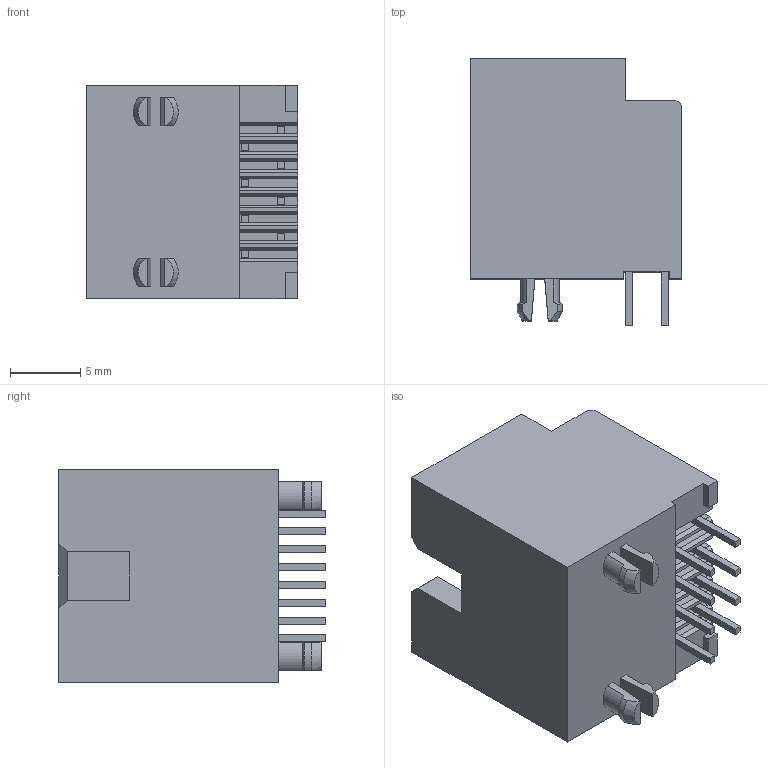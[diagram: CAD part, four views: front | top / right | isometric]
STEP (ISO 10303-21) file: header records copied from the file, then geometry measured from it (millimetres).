
FILE_DESCRIPTION((''),'2;1');
FILE_NAME('955032881','2013-04-23T',('me'),(''),'PRO/ENGINEER BY PARAMETRIC TECHNOLOGY CORPORATION, 2011490','PRO/ENGINEER BY PARAMETRIC TECHNOLOGY CORPORATION, 2011490','');
FILE_SCHEMA(('CONFIG_CONTROL_DESIGN'));
Length unit declared in the file: millimetre
Products named in the file (1): 955032881
Bounding box: 15.08 x 19 x 15.24 mm (x, y, z)
Volume: 2291 mm3; surface area: 2246.9 mm2
Topology: 1 solids, 1 shells, 215 faces, 590 edges, 389 vertices
Faces by surface type: plane 198, cylinder 9, cone 8
Entity records: 6752 total; most frequent: CARTESIAN_POINT 1258, ORIENTED_EDGE 1180, DIRECTION 1026, EDGE_CURVE 590, VECTOR 552, LINE 552, VERTEX_POINT 389, AXIS2_PLACEMENT_3D 237
